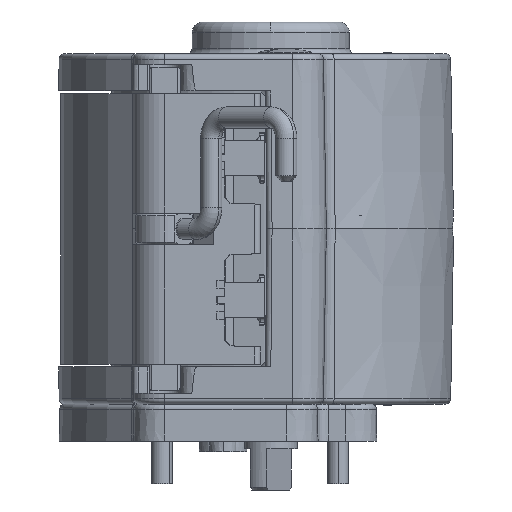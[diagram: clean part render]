
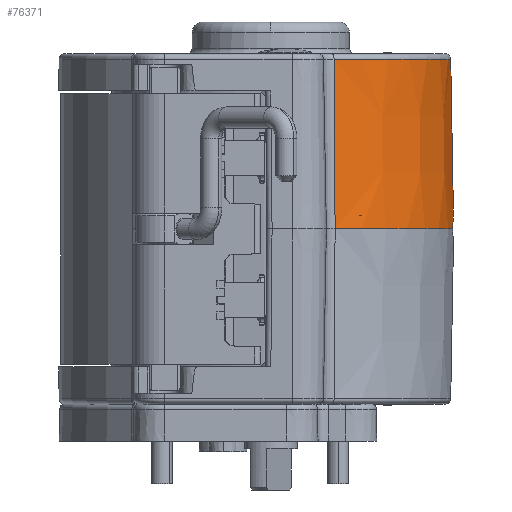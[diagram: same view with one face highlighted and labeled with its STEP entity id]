
A CAD part, left-side view. The second image highlights one B-rep face of the part: STEP entity #76371.
In plain terms, the highlighted conical face has half-angle 1 degrees and reference radius 34 mm.
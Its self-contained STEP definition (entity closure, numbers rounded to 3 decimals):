
#582 = DIRECTION ( 'NONE',  ( 0.016, 0.006, 1. ) ) ;
#1348 = CARTESIAN_POINT ( 'NONE',  ( -2.847, -34.319, 79.967 ) ) ;
#1468 = CARTESIAN_POINT ( 'NONE',  ( -1.331, -34.382, 81.696 ) ) ;
#2601 = CARTESIAN_POINT ( 'NONE',  ( -31.734, -11.909, 111.017 ) ) ;
#5579 = EDGE_CURVE ( 'NONE', #68524, #49152, #157511, .T. ) ;
#6061 = CARTESIAN_POINT ( 'NONE',  ( 0., -34.401, 82. ) ) ;
#7589 = EDGE_CURVE ( 'NONE', #68524, #67024, #39458, .T. ) ;
#9225 = CARTESIAN_POINT ( 'NONE',  ( -0.967, -34.391, 81.847 ) ) ;
#10185 = AXIS2_PLACEMENT_3D ( 'NONE', #12398, #15121, #77852 ) ;
#10531 = VERTEX_POINT ( 'NONE', #2601 ) ;
#12398 = CARTESIAN_POINT ( 'NONE',  ( 0., 0., 105. ) ) ;
#15121 = DIRECTION ( 'NONE',  ( 0., 0., -1. ) ) ;
#17046 = CARTESIAN_POINT ( 'NONE',  ( -3., -34.323, 79. ) ) ;
#17147 = CARTESIAN_POINT ( 'NONE',  ( 0., -33.895, 111.017 ) ) ;
#22262 = CARTESIAN_POINT ( 'NONE',  ( -0.198, -34.401, 82. ) ) ;
#28675 = DIRECTION ( 'NONE',  ( 0., 0., -1. ) ) ;
#30088 = CARTESIAN_POINT ( 'NONE',  ( -0.777, -34.395, 81.904 ) ) ;
#37911 = CARTESIAN_POINT ( 'NONE',  ( -3., -34.32, 79.196 ) ) ;
#39054 = CARTESIAN_POINT ( 'NONE',  ( 0., 0., 79. ) ) ;
#39458 = B_SPLINE_CURVE_WITH_KNOTS ( 'NONE', 3,
 ( #17046, #37911, #150240, #71875, #1348, #113601, #134482, #64076, #142394, #71988, #51055, #79799, #1468, #9225, #30088, #92828, #22262, #128331 ),
 .UNSPECIFIED., .F., .F.,
 ( 4, 2, 2, 2, 2, 2, 2, 2, 4 ),
 ( 0.009, 0.01, 0.011, 0.011, 0.012, 0.012, 0.013, 0.013, 0.014 ),
 .UNSPECIFIED. ) ;
#39708 = LINE ( 'NONE', #125886, #123277 ) ;
#42009 = CARTESIAN_POINT ( 'NONE',  ( 0., -34., 105. ) ) ;
#44106 = CARTESIAN_POINT ( 'NONE',  ( -32.257, -12.105, 79. ) ) ;
#47239 = DIRECTION ( 'NONE',  ( 0., 0., -1. ) ) ;
#49152 = VERTEX_POINT ( 'NONE', #44106 ) ;
#51055 = CARTESIAN_POINT ( 'NONE',  ( -1.829, -34.364, 81.386 ) ) ;
#51596 = AXIS2_PLACEMENT_3D ( 'NONE', #39054, #28675, #75831 ) ;
#56577 = FACE_OUTER_BOUND ( 'NONE', #58117, .T. ) ;
#58117 = EDGE_LOOP ( 'NONE', ( #103979, #132532, #105734, #155574, #108299 ) ) ;
#61469 = VERTEX_POINT ( 'NONE', #17147 ) ;
#64076 = CARTESIAN_POINT ( 'NONE',  ( -2.384, -34.339, 80.831 ) ) ;
#67024 = VERTEX_POINT ( 'NONE', #6061 ) ;
#68524 = VERTEX_POINT ( 'NONE', #69797 ) ;
#68924 = EDGE_CURVE ( 'NONE', #61469, #10531, #92598, .T. ) ;
#69797 = CARTESIAN_POINT ( 'NONE',  ( -3., -34.323, 79. ) ) ;
#71875 = CARTESIAN_POINT ( 'NONE',  ( -2.904, -34.318, 79.778 ) ) ;
#71988 = CARTESIAN_POINT ( 'NONE',  ( -1.984, -34.357, 81.259 ) ) ;
#75831 = DIRECTION ( 'NONE',  ( -1., 0., 0. ) ) ;
#76371 = ADVANCED_FACE ( 'NONE', ( #56577 ), #83151, .T. ) ;
#77852 = DIRECTION ( 'NONE',  ( 0., -1., 0. ) ) ;
#79446 = EDGE_CURVE ( 'NONE', #49152, #10531, #39708, .T. ) ;
#79799 = CARTESIAN_POINT ( 'NONE',  ( -1.503, -34.376, 81.604 ) ) ;
#83151 = CONICAL_SURFACE ( 'NONE', #10185, 34., 0.017 ) ;
#83936 = CARTESIAN_POINT ( 'NONE',  ( 0., 0., 111.017 ) ) ;
#85596 = AXIS2_PLACEMENT_3D ( 'NONE', #83936, #47239, #94269 ) ;
#92598 = CIRCLE ( 'NONE', #85596, 33.895 ) ;
#92828 = CARTESIAN_POINT ( 'NONE',  ( -0.393, -34.4, 81.981 ) ) ;
#94269 = DIRECTION ( 'NONE',  ( 1., 0., 0. ) ) ;
#103979 = ORIENTED_EDGE ( 'NONE', *, *, #148832, .F. ) ;
#105734 = ORIENTED_EDGE ( 'NONE', *, *, #79446, .F. ) ;
#108299 = ORIENTED_EDGE ( 'NONE', *, *, #7589, .T. ) ;
#112552 = LINE ( 'NONE', #42009, #133189 ) ;
#113601 = CARTESIAN_POINT ( 'NONE',  ( -2.697, -34.325, 80.328 ) ) ;
#123277 = VECTOR ( 'NONE', #582, 1000. ) ;
#125886 = CARTESIAN_POINT ( 'NONE',  ( -31.832, -11.946, 105. ) ) ;
#128331 = CARTESIAN_POINT ( 'NONE',  ( 0., -34.401, 82. ) ) ;
#132532 = ORIENTED_EDGE ( 'NONE', *, *, #68924, .T. ) ;
#133189 = VECTOR ( 'NONE', #138657, 1000. ) ;
#134482 = CARTESIAN_POINT ( 'NONE',  ( -2.604, -34.329, 80.503 ) ) ;
#138657 = DIRECTION ( 'NONE',  ( 0., -0.017, -1. ) ) ;
#142394 = CARTESIAN_POINT ( 'NONE',  ( -2.26, -34.345, 80.982 ) ) ;
#148832 = EDGE_CURVE ( 'NONE', #61469, #67024, #112552, .T. ) ;
#150240 = CARTESIAN_POINT ( 'NONE',  ( -2.981, -34.318, 79.391 ) ) ;
#155574 = ORIENTED_EDGE ( 'NONE', *, *, #5579, .F. ) ;
#157511 = CIRCLE ( 'NONE', #51596, 34.454 ) ;
